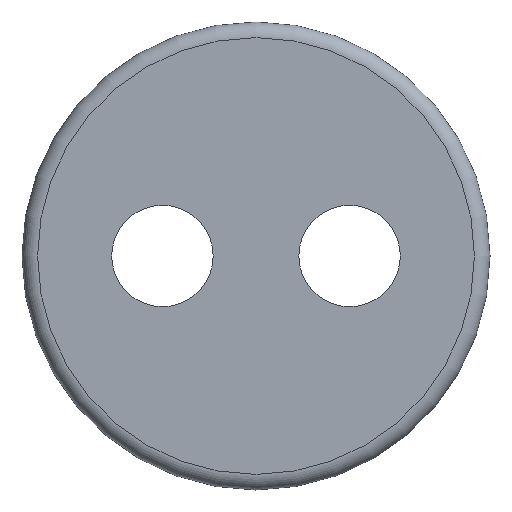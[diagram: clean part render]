
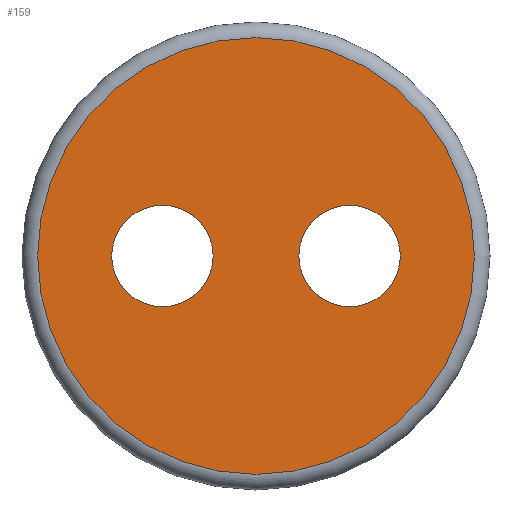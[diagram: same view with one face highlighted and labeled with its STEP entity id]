
A CAD part, front view. The second image highlights one B-rep face of the part: STEP entity #159.
In plain terms, the highlighted planar face has unit normal (0, -1, 0).
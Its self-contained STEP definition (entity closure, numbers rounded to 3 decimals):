
#26=FACE_BOUND('',#50,.T.);
#27=FACE_BOUND('',#51,.T.);
#29=PLANE('',#200);
#38=FACE_OUTER_BOUND('',#49,.T.);
#49=EDGE_LOOP('',(#144));
#50=EDGE_LOOP('',(#145));
#51=EDGE_LOOP('',(#146));
#63=CIRCLE('',#190,1.625);
#67=CIRCLE('',#196,1.625);
#69=CIRCLE('',#199,7.);
#79=VERTEX_POINT('',#287);
#82=VERTEX_POINT('',#297);
#83=VERTEX_POINT('',#301);
#97=EDGE_CURVE('',#79,#79,#63,.T.);
#102=EDGE_CURVE('',#82,#82,#67,.T.);
#104=EDGE_CURVE('',#83,#83,#69,.T.);
#144=ORIENTED_EDGE('',*,*,#104,.F.);
#145=ORIENTED_EDGE('',*,*,#97,.F.);
#146=ORIENTED_EDGE('',*,*,#102,.F.);
#159=ADVANCED_FACE('',(#38,#26,#27),#29,.F.);
#190=AXIS2_PLACEMENT_3D('',#289,#237,#238);
#196=AXIS2_PLACEMENT_3D('',#299,#250,#251);
#199=AXIS2_PLACEMENT_3D('',#303,#256,#257);
#200=AXIS2_PLACEMENT_3D('',#304,#258,#259);
#237=DIRECTION('center_axis',(0.,-1.,0.));
#238=DIRECTION('ref_axis',(1.,0.,0.));
#250=DIRECTION('center_axis',(0.,-1.,0.));
#251=DIRECTION('ref_axis',(1.,0.,0.));
#256=DIRECTION('center_axis',(0.,1.,0.));
#257=DIRECTION('ref_axis',(1.,0.,0.));
#258=DIRECTION('center_axis',(0.,1.,0.));
#259=DIRECTION('ref_axis',(1.,0.,0.));
#287=CARTESIAN_POINT('',(-4.625,0.,0.));
#289=CARTESIAN_POINT('Origin',(-3.,0.,0.));
#297=CARTESIAN_POINT('',(1.375,0.,0.));
#299=CARTESIAN_POINT('Origin',(3.,0.,0.));
#301=CARTESIAN_POINT('',(0.,0.,-7.));
#303=CARTESIAN_POINT('Origin',(0.,0.,0.));
#304=CARTESIAN_POINT('Origin',(0.,0.,0.));
